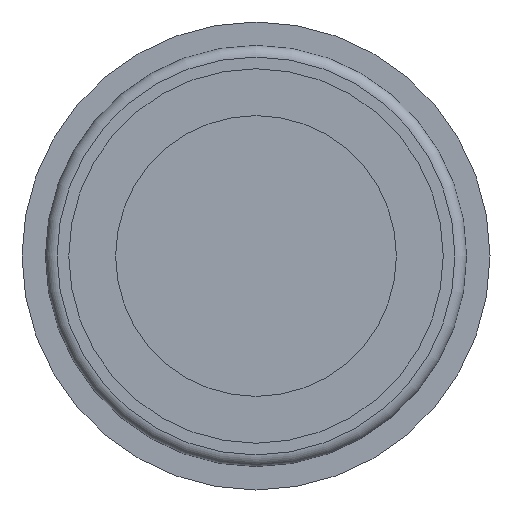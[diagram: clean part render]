
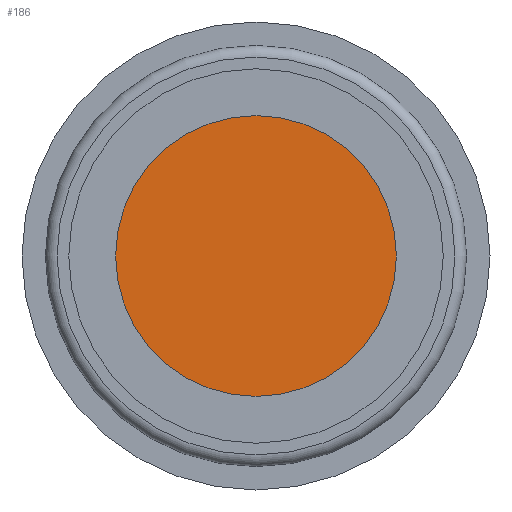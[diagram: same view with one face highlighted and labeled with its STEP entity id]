
A CAD part, front view. The second image highlights one B-rep face of the part: STEP entity #186.
In plain terms, the highlighted planar face has unit normal (0, -1, 0).
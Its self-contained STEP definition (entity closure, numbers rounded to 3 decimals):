
#48=FACE_OUTER_BOUND('',#69,.T.);
#69=EDGE_LOOP('',(#157));
#88=CIRCLE('',#231,6.);
#102=VERTEX_POINT('',#373);
#121=EDGE_CURVE('',#102,#102,#88,.T.);
#157=ORIENTED_EDGE('',*,*,#121,.T.);
#173=PLANE('',#230);
#186=ADVANCED_FACE('',(#48),#173,.F.);
#230=AXIS2_PLACEMENT_3D('',#372,#292,#293);
#231=AXIS2_PLACEMENT_3D('',#374,#294,#295);
#292=DIRECTION('center_axis',(0.,1.,0.));
#293=DIRECTION('ref_axis',(-1.,0.,0.));
#294=DIRECTION('center_axis',(0.,-1.,0.));
#295=DIRECTION('ref_axis',(1.,0.,0.));
#372=CARTESIAN_POINT('Origin',(0.,10.,0.));
#373=CARTESIAN_POINT('',(-6.,10.,0.));
#374=CARTESIAN_POINT('Origin',(0.,10.,0.));
